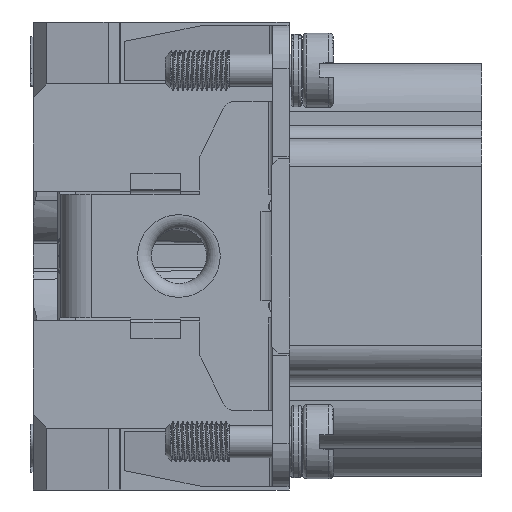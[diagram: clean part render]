
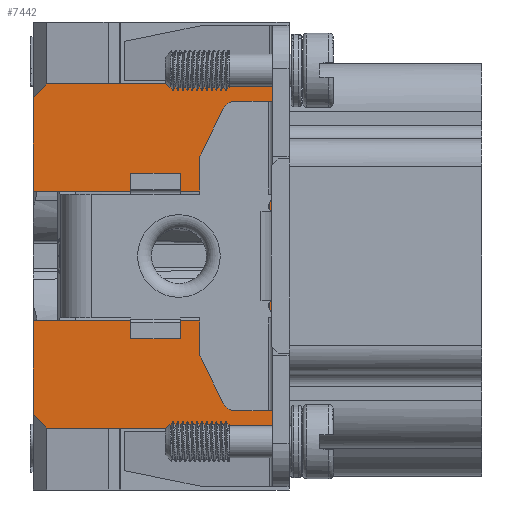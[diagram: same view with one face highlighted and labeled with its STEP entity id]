
A CAD part, left-side view. The second image highlights one B-rep face of the part: STEP entity #7442.
In plain terms, the highlighted planar face has unit normal (-1, 0, 0).
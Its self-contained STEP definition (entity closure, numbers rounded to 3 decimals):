
#4871=B_SPLINE_CURVE_WITH_KNOTS('',3,(#50466,#50467,#50468,#50469),
 .UNSPECIFIED.,.F.,.F.,(4,4),(0.,1.),.UNSPECIFIED.);
#4872=B_SPLINE_CURVE_WITH_KNOTS('',3,(#50470,#50471,#50472,#50473),
 .UNSPECIFIED.,.F.,.F.,(4,4),(0.,1.),.UNSPECIFIED.);
#7442=ADVANCED_FACE('',(#10071),#9261,.T.);
#9261=PLANE('',#37146);
#10071=FACE_OUTER_BOUND('',#11835,.T.);
#11835=EDGE_LOOP('',(#14391,#14392,#14393,#14394,#14395,#14396,#14397,#14398,
#14399,#14400,#14401,#14402,#14403,#14404));
#14391=ORIENTED_EDGE('',*,*,#27534,.T.);
#14392=ORIENTED_EDGE('',*,*,#27546,.T.);
#14393=ORIENTED_EDGE('',*,*,#27547,.F.);
#14394=ORIENTED_EDGE('',*,*,#27548,.T.);
#14395=ORIENTED_EDGE('',*,*,#27549,.F.);
#14396=ORIENTED_EDGE('',*,*,#27550,.F.);
#14397=ORIENTED_EDGE('',*,*,#27551,.F.);
#14398=ORIENTED_EDGE('',*,*,#27552,.T.);
#14399=ORIENTED_EDGE('',*,*,#27513,.F.);
#14400=ORIENTED_EDGE('',*,*,#27057,.T.);
#14401=ORIENTED_EDGE('',*,*,#27553,.T.);
#14402=ORIENTED_EDGE('',*,*,#27267,.T.);
#14403=ORIENTED_EDGE('',*,*,#27554,.T.);
#14404=ORIENTED_EDGE('',*,*,#27038,.T.);
#23811=VERTEX_POINT('',#48906);
#23812=VERTEX_POINT('',#48908);
#23830=VERTEX_POINT('',#48945);
#23831=VERTEX_POINT('',#48947);
#24006=VERTEX_POINT('',#49788);
#24007=VERTEX_POINT('',#49790);
#24230=VERTEX_POINT('',#50385);
#24246=VERTEX_POINT('',#50426);
#24253=VERTEX_POINT('',#50454);
#24254=VERTEX_POINT('',#50456);
#24255=VERTEX_POINT('',#50458);
#24256=VERTEX_POINT('',#50460);
#24257=VERTEX_POINT('',#50462);
#24258=VERTEX_POINT('',#50464);
#27038=EDGE_CURVE('',#23812,#23811,#32023,.T.);
#27057=EDGE_CURVE('',#23831,#23830,#32034,.T.);
#27267=EDGE_CURVE('',#24007,#24006,#32152,.T.);
#27513=EDGE_CURVE('',#23831,#24230,#32276,.T.);
#27534=EDGE_CURVE('',#23811,#24246,#32297,.T.);
#27546=EDGE_CURVE('',#24246,#24253,#32307,.T.);
#27547=EDGE_CURVE('',#24254,#24253,#32308,.T.);
#27548=EDGE_CURVE('',#24254,#24255,#32309,.T.);
#27549=EDGE_CURVE('',#24256,#24255,#32310,.T.);
#27550=EDGE_CURVE('',#24257,#24256,#32311,.T.);
#27551=EDGE_CURVE('',#24258,#24257,#32312,.T.);
#27552=EDGE_CURVE('',#24258,#24230,#32313,.T.);
#27553=EDGE_CURVE('',#23830,#24007,#4871,.T.);
#27554=EDGE_CURVE('',#24006,#23812,#4872,.T.);
#32023=LINE('',#48907,#34482);
#32034=LINE('',#48946,#34493);
#32152=LINE('',#49789,#34611);
#32276=LINE('',#50384,#34735);
#32297=LINE('',#50427,#34756);
#32307=LINE('',#50453,#34766);
#32308=LINE('',#50455,#34767);
#32309=LINE('',#50457,#34768);
#32310=LINE('',#50459,#34769);
#32311=LINE('',#50461,#34770);
#32312=LINE('',#50463,#34771);
#32313=LINE('',#50465,#34772);
#34482=VECTOR('',#40124,1.);
#34493=VECTOR('',#40153,1.);
#34611=VECTOR('',#40433,1.);
#34735=VECTOR('',#40835,1.);
#34756=VECTOR('',#40866,1.);
#34766=VECTOR('',#40880,1.);
#34767=VECTOR('',#40881,1.);
#34768=VECTOR('',#40882,1.);
#34769=VECTOR('',#40883,1.);
#34770=VECTOR('',#40884,1.);
#34771=VECTOR('',#40885,1.);
#34772=VECTOR('',#40886,1.);
#37146=AXIS2_PLACEMENT_3D('',#50474,#40887,#40888);
#40124=DIRECTION('',(0.,0.,1.));
#40153=DIRECTION('',(0.,0.,1.));
#40433=DIRECTION('',(0.,0.,1.));
#40835=DIRECTION('',(0.,1.,0.));
#40866=DIRECTION('',(0.,1.,0.));
#40880=DIRECTION('',(0.,0.707,-0.707));
#40881=DIRECTION('',(0.,0.,1.));
#40882=DIRECTION('',(0.,-1.,0.));
#40883=DIRECTION('',(0.,0.,1.));
#40884=DIRECTION('',(0.,-1.,0.));
#40885=DIRECTION('',(0.,0.,1.));
#40886=DIRECTION('',(0.,-0.707,-0.707));
#40887=DIRECTION('',(-1.,0.,0.));
#40888=DIRECTION('',(0.,0.,-1.));
#48906=CARTESIAN_POINT('',(-14.9,45.,12.5));
#48907=CARTESIAN_POINT('',(-14.9,45.,-17.1));
#48908=CARTESIAN_POINT('',(-14.9,45.,11.817));
#48945=CARTESIAN_POINT('',(-14.9,45.,-11.817));
#48946=CARTESIAN_POINT('',(-14.9,45.,11.817));
#48947=CARTESIAN_POINT('',(-14.9,45.,-12.5));
#49788=CARTESIAN_POINT('',(-14.9,44.4,11.824));
#49789=CARTESIAN_POINT('',(-14.9,44.4,-11.824));
#49790=CARTESIAN_POINT('',(-14.9,44.4,-11.824));
#50384=CARTESIAN_POINT('',(-14.9,45.,-12.5));
#50385=CARTESIAN_POINT('',(-14.9,62.6,-12.5));
#50426=CARTESIAN_POINT('',(-14.9,62.6,12.5));
#50427=CARTESIAN_POINT('',(-14.9,45.,12.5));
#50453=CARTESIAN_POINT('',(-14.9,68.6,6.5));
#50454=CARTESIAN_POINT('',(-14.9,63.6,11.5));
#50455=CARTESIAN_POINT('',(-14.9,63.6,4.7));
#50456=CARTESIAN_POINT('',(-14.9,63.6,4.7));
#50457=CARTESIAN_POINT('',(-14.9,63.6,4.7));
#50458=CARTESIAN_POINT('',(-14.9,46.4,4.7));
#50459=CARTESIAN_POINT('',(-14.9,46.4,-4.7));
#50460=CARTESIAN_POINT('',(-14.9,46.4,-4.7));
#50461=CARTESIAN_POINT('',(-14.9,63.6,-4.7));
#50462=CARTESIAN_POINT('',(-14.9,63.6,-4.7));
#50463=CARTESIAN_POINT('',(-14.9,63.6,-12.5));
#50464=CARTESIAN_POINT('',(-14.9,63.6,-11.5));
#50465=CARTESIAN_POINT('',(-14.9,51.5,-23.6));
#50466=CARTESIAN_POINT('',(-14.9,45.,-11.817));
#50467=CARTESIAN_POINT('',(-14.9,44.8,-11.819));
#50468=CARTESIAN_POINT('',(-14.9,44.6,-11.822));
#50469=CARTESIAN_POINT('',(-14.9,44.4,-11.824));
#50470=CARTESIAN_POINT('',(-14.9,44.4,11.824));
#50471=CARTESIAN_POINT('',(-14.9,44.6,11.822));
#50472=CARTESIAN_POINT('',(-14.9,44.8,11.819));
#50473=CARTESIAN_POINT('',(-14.9,45.,11.817));
#50474=CARTESIAN_POINT('',(-14.9,45.,-17.1));
